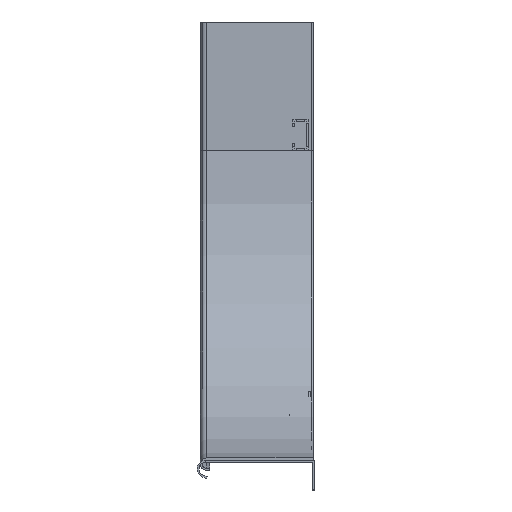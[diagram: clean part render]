
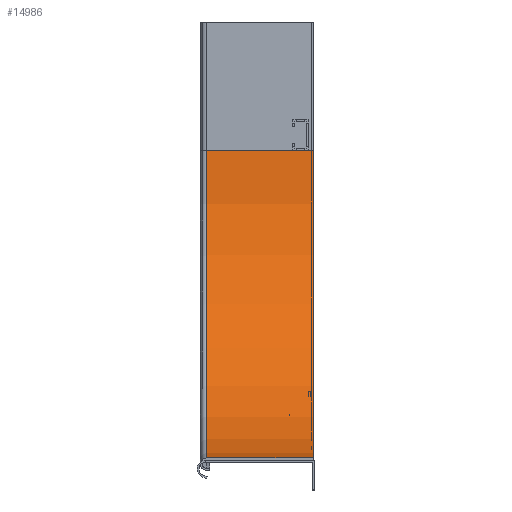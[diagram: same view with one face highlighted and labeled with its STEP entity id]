
A CAD part, left-side view. The second image highlights one B-rep face of the part: STEP entity #14986.
In plain terms, the highlighted cylindrical face has radius 300 mm (diameter 600 mm), a partial arc.
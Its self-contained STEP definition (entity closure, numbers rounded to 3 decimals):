
#218 = CARTESIAN_POINT ( 'NONE',  ( 300., 0., -125. ) ) ;
#261 = VERTEX_POINT ( 'NONE', #1199 ) ;
#797 = EDGE_LOOP ( 'NONE', ( #16945, #3667, #10925, #16106 ) ) ;
#1199 = CARTESIAN_POINT ( 'NONE',  ( 0., 104., -125. ) ) ;
#1247 = DIRECTION ( 'NONE',  ( 0., 1., 0. ) ) ;
#1654 = EDGE_CURVE ( 'NONE', #14470, #7341, #3764, .T. ) ;
#2516 = VERTEX_POINT ( 'NONE', #5827 ) ;
#2546 = CARTESIAN_POINT ( 'NONE',  ( 0., 3., -125. ) ) ;
#2864 = DIRECTION ( 'NONE',  ( 0., 1., 0. ) ) ;
#2995 = LINE ( 'NONE', #2546, #16742 ) ;
#3113 = CARTESIAN_POINT ( 'NONE',  ( 300., 104., -125. ) ) ;
#3667 = ORIENTED_EDGE ( 'NONE', *, *, #1654, .T. ) ;
#3677 = FACE_OUTER_BOUND ( 'NONE', #797, .T. ) ;
#3764 = CIRCLE ( 'NONE', #15692, 300. ) ;
#3885 = AXIS2_PLACEMENT_3D ( 'NONE', #3113, #12385, #4474 ) ;
#4474 = DIRECTION ( 'NONE',  ( 0., 0., -1. ) ) ;
#5590 = DIRECTION ( 'NONE',  ( 0., -1., 0. ) ) ;
#5827 = CARTESIAN_POINT ( 'NONE',  ( 300., 104., -425. ) ) ;
#6550 = VECTOR ( 'NONE', #2864, 1000. ) ;
#6793 = CYLINDRICAL_SURFACE ( 'NONE', #15926, 300. ) ;
#6904 = EDGE_CURVE ( 'NONE', #7341, #2516, #10481, .T. ) ;
#7341 = VERTEX_POINT ( 'NONE', #11790 ) ;
#7361 = EDGE_CURVE ( 'NONE', #14470, #261, #2995, .T. ) ;
#9023 = DIRECTION ( 'NONE',  ( 1., 0., 0. ) ) ;
#9550 = DIRECTION ( 'NONE',  ( 0., 0., -1. ) ) ;
#9735 = CARTESIAN_POINT ( 'NONE',  ( 0., 0., -125. ) ) ;
#9989 = DIRECTION ( 'NONE',  ( 0., -1., 0. ) ) ;
#10224 = CARTESIAN_POINT ( 'NONE',  ( 300., 0., -125. ) ) ;
#10481 = LINE ( 'NONE', #10822, #6550 ) ;
#10822 = CARTESIAN_POINT ( 'NONE',  ( 300., 3., -425. ) ) ;
#10925 = ORIENTED_EDGE ( 'NONE', *, *, #6904, .T. ) ;
#11790 = CARTESIAN_POINT ( 'NONE',  ( 300., 0., -425. ) ) ;
#12385 = DIRECTION ( 'NONE',  ( 0., -1., 0. ) ) ;
#13617 = EDGE_CURVE ( 'NONE', #261, #2516, #17014, .T. ) ;
#14470 = VERTEX_POINT ( 'NONE', #9735 ) ;
#14986 = ADVANCED_FACE ( 'NONE', ( #3677 ), #6793, .F. ) ;
#15692 = AXIS2_PLACEMENT_3D ( 'NONE', #10224, #9989, #9023 ) ;
#15926 = AXIS2_PLACEMENT_3D ( 'NONE', #218, #5590, #9550 ) ;
#16106 = ORIENTED_EDGE ( 'NONE', *, *, #13617, .F. ) ;
#16742 = VECTOR ( 'NONE', #1247, 1000. ) ;
#16945 = ORIENTED_EDGE ( 'NONE', *, *, #7361, .F. ) ;
#17014 = CIRCLE ( 'NONE', #3885, 300. ) ;
